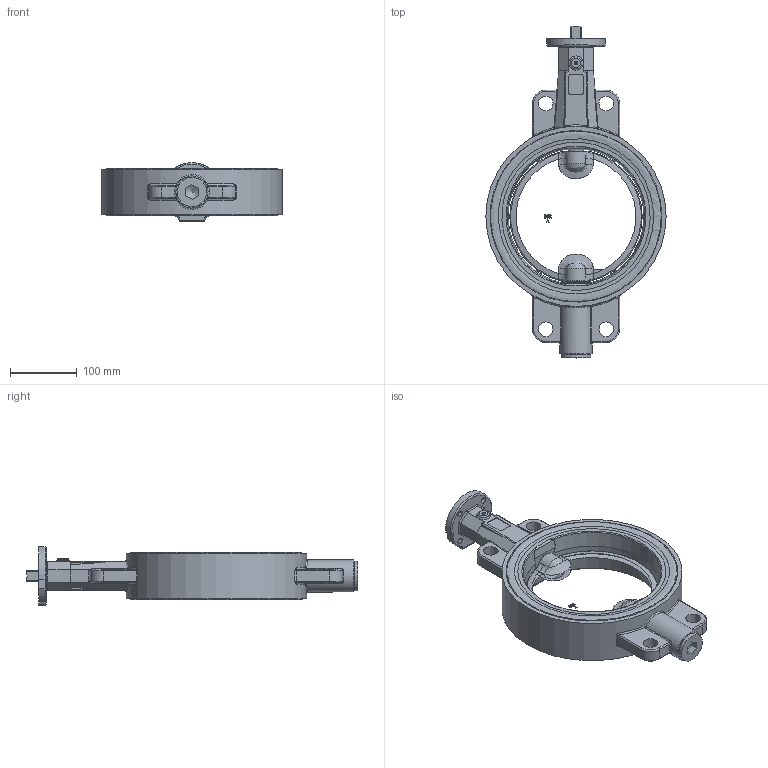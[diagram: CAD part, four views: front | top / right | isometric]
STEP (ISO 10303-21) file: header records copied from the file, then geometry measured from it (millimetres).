
FILE_DESCRIPTION((''),'2;1');
FILE_NAME('Z411 Da 250 SDR11-17.stp','2014-08-07T15:41:43',('zank'),(''),'Autodesk Inventor 2013','Autodesk Inventor 2013','');
FILE_SCHEMA(('AUTOMOTIVE_DESIGN { 1 0 10303 214 1 1 1 1 }'));
Length unit declared in the file: millimetre
Products named in the file (12): Z411 Da 250 SDR11; Z71F-250-0000-20; ME1F-250-0000-20; KLXF-150-0001-48-1; KLXF-150-0001-48-2; DIN 7603  A A38 x 44  (Pag); DIN 908  (Feingewinde) M38 x 1.5; DIN 915  (Regelgewinde) M6 x 12; SN2F-200-0002-21; WUVS-250-0003-40; O-Ring 18x2.5; WOVS-250-0030-40
Assembly tree (14 placements, depth 2):
  Z411 Da 250 SDR11
    Z71F-250-0000-20
    ME1F-250-0000-20
    KLXF-150-0001-48-1  x2
    KLXF-150-0001-48-2
    DIN 7603  A A38 x 44  (Pag)
    DIN 908  (Feingewinde) M38 x 1.5
    DIN 915  (Regelgewinde) M6 x 12
    SN2F-200-0002-21
    WUVS-250-0003-40
    O-Ring 18x2.5  x3
    WOVS-250-0030-40
Bounding box: 270 x 497 x 88 mm (x, y, z)
Volume: 2561802.9 mm3; surface area: 499713 mm2
Topology: 14 solids, 18 shells, 792 faces, 1949 edges, 1204 vertices
Faces by surface type: bspline 236, plane 205, cylinder 189, torus 82, cone 62, sphere 18
Full cylindrical faces by diameter (mm): 4 x1, 4.917 x2, 6 x1, 9 x4, 18 x3, 18.2 x3, 19 x1, 20.7 x3, 21.5 x2, 22 x14, 22.2 x2, 22.31 x3, 29.95 x3, 30 x4, 30.2 x3, 36.376 x1, 38 x1, 38.3 x1, 43.9 x1, 44 x1, 48 x1, 55.1 x1, 213.7 x2, 218 x2, 245.5 x2, 250 x2, 253.5 x2, 257 x2, 270 x1
Entity records: 27551 total; most frequent: CARTESIAN_POINT 10787, ORIENTED_EDGE 3490, DIRECTION 2854, EDGE_CURVE 1745, AXIS2_PLACEMENT_3D 1154, VERTEX_POINT 1154, EDGE_LOOP 965, FACE_OUTER_BOUND 770
